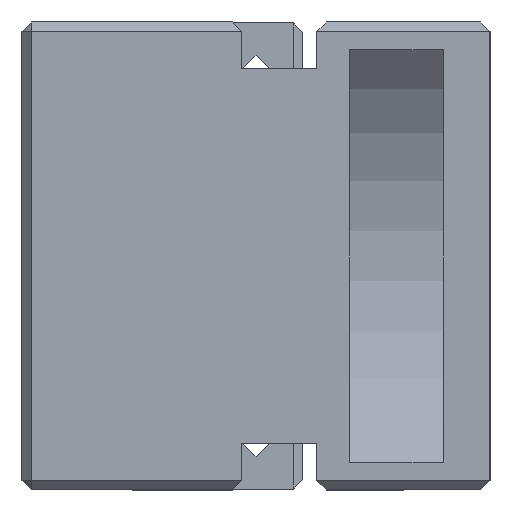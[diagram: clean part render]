
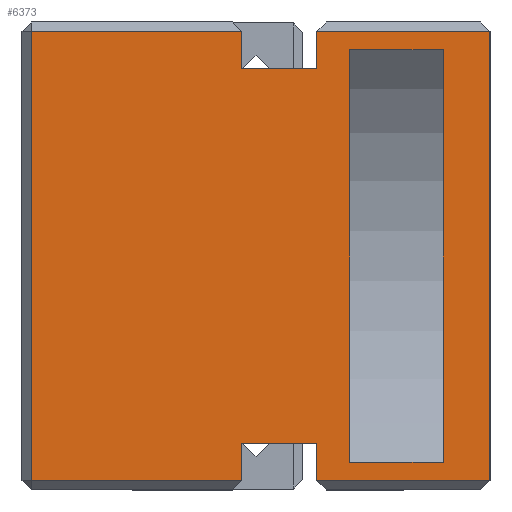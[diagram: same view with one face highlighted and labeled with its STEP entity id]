
A CAD part, left-side view. The second image highlights one B-rep face of the part: STEP entity #6373.
In plain terms, the highlighted planar face has unit normal (-1, 0, 0).
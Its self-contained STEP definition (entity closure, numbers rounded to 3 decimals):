
#632 = LINE ( 'NONE', #1493, #638 ) ;
#635 = LINE ( 'NONE', #1492, #640 ) ;
#637 = LINE ( 'NONE', #1497, #642 ) ;
#638 = VECTOR ( 'NONE', #1498, 1000. ) ;
#639 = LINE ( 'NONE', #1499, #646 ) ;
#640 = VECTOR ( 'NONE', #1500, 1000. ) ;
#641 = LINE ( 'NONE', #1503, #644 ) ;
#642 = VECTOR ( 'NONE', #1502, 1000. ) ;
#643 = LINE ( 'NONE', #1501, #648 ) ;
#644 = VECTOR ( 'NONE', #1505, 1000. ) ;
#645 = LINE ( 'NONE', #1504, #650 ) ;
#646 = VECTOR ( 'NONE', #1506, 1000. ) ;
#647 = LINE ( 'NONE', #1507, #652 ) ;
#648 = VECTOR ( 'NONE', #1508, 1000. ) ;
#649 = LINE ( 'NONE', #1509, #668 ) ;
#650 = VECTOR ( 'NONE', #1510, 1000. ) ;
#651 = LINE ( 'NONE', #1513, #654 ) ;
#652 = VECTOR ( 'NONE', #1512, 1000. ) ;
#653 = LINE ( 'NONE', #1515, #656 ) ;
#654 = VECTOR ( 'NONE', #1514, 1000. ) ;
#655 = LINE ( 'NONE', #1517, #658 ) ;
#656 = VECTOR ( 'NONE', #1516, 1000. ) ;
#657 = LINE ( 'NONE', #1519, #660 ) ;
#658 = VECTOR ( 'NONE', #1518, 1000. ) ;
#659 = LINE ( 'NONE', #1521, #662 ) ;
#660 = VECTOR ( 'NONE', #1520, 1000. ) ;
#661 = LINE ( 'NONE', #1523, #664 ) ;
#662 = VECTOR ( 'NONE', #1522, 1000. ) ;
#663 = LINE ( 'NONE', #1525, #666 ) ;
#664 = VECTOR ( 'NONE', #1524, 1000. ) ;
#666 = VECTOR ( 'NONE', #1527, 1000. ) ;
#668 = VECTOR ( 'NONE', #1528, 1000. ) ;
#1492 = CARTESIAN_POINT ( 'NONE',  ( 0., 15., 47.045 ) ) ;
#1493 = CARTESIAN_POINT ( 'NONE',  ( 0., 15., 47.045 ) ) ;
#1497 = CARTESIAN_POINT ( 'NONE',  ( 0., 5., 47.045 ) ) ;
#1498 = DIRECTION ( 'NONE',  ( 0., 0., -1. ) ) ;
#1499 = CARTESIAN_POINT ( 'NONE',  ( 0., 18.5, -4.206 ) ) ;
#1500 = DIRECTION ( 'NONE',  ( 0., -1., 0. ) ) ;
#1501 = CARTESIAN_POINT ( 'NONE',  ( 0., 0., 1. ) ) ;
#1502 = DIRECTION ( 'NONE',  ( 0., 0., -1. ) ) ;
#1503 = CARTESIAN_POINT ( 'NONE',  ( 0., 15., 2.955 ) ) ;
#1504 = CARTESIAN_POINT ( 'NONE',  ( 0., 0., 50. ) ) ;
#1505 = DIRECTION ( 'NONE',  ( 0., -1., 0. ) ) ;
#1506 = DIRECTION ( 'NONE',  ( 0., 0., 1. ) ) ;
#1507 = CARTESIAN_POINT ( 'NONE',  ( 0., 0., 49. ) ) ;
#1508 = DIRECTION ( 'NONE',  ( 0., -1., 0. ) ) ;
#1509 = CARTESIAN_POINT ( 'NONE',  ( 0., 26.5, 5. ) ) ;
#1510 = DIRECTION ( 'NONE',  ( 0., 0., -1. ) ) ;
#1512 = DIRECTION ( 'NONE',  ( 0., 1., 0. ) ) ;
#1513 = CARTESIAN_POINT ( 'NONE',  ( 0., 18.5, 54.206 ) ) ;
#1514 = DIRECTION ( 'NONE',  ( 0., 0., -1. ) ) ;
#1515 = CARTESIAN_POINT ( 'NONE',  ( 0., 26.5, 45. ) ) ;
#1516 = DIRECTION ( 'NONE',  ( 0., 1., 0. ) ) ;
#1517 = CARTESIAN_POINT ( 'NONE',  ( 0., 26.5, 54.206 ) ) ;
#1518 = DIRECTION ( 'NONE',  ( 0., 0., 1. ) ) ;
#1519 = CARTESIAN_POINT ( 'NONE',  ( 0., 0., 49. ) ) ;
#1520 = DIRECTION ( 'NONE',  ( 0., 1., 0. ) ) ;
#1521 = CARTESIAN_POINT ( 'NONE',  ( 0., 49., 50. ) ) ;
#1522 = DIRECTION ( 'NONE',  ( 0., 0., -1. ) ) ;
#1523 = CARTESIAN_POINT ( 'NONE',  ( 0., 0., 1. ) ) ;
#1524 = DIRECTION ( 'NONE',  ( 0., -1., 0. ) ) ;
#1525 = CARTESIAN_POINT ( 'NONE',  ( 0., 26.5, -4.206 ) ) ;
#1527 = DIRECTION ( 'NONE',  ( 0., 0., -1. ) ) ;
#1528 = DIRECTION ( 'NONE',  ( 0., 1., 0. ) ) ;
#2043 = FACE_BOUND ( 'NONE', #7240, .T. ) ;
#2048 = FACE_OUTER_BOUND ( 'NONE', #7224, .T. ) ;
#2875 = CARTESIAN_POINT ( 'NONE',  ( 0., 0., 50. ) ) ;
#2878 = PLANE ( 'NONE',  #6862 ) ;
#2880 = DIRECTION ( 'NONE',  ( 1., 0., 0. ) ) ;
#2881 = DIRECTION ( 'NONE',  ( 0., 0., -1. ) ) ;
#3946 = CARTESIAN_POINT ( 'NONE',  ( 0., 26.5, 49. ) ) ;
#3949 = CARTESIAN_POINT ( 'NONE',  ( 0., 18.5, 49. ) ) ;
#3950 = CARTESIAN_POINT ( 'NONE',  ( 0., 26.5, 5. ) ) ;
#3951 = CARTESIAN_POINT ( 'NONE',  ( 0., 18.5, 45. ) ) ;
#3952 = CARTESIAN_POINT ( 'NONE',  ( 0., 26.5, 45. ) ) ;
#3953 = CARTESIAN_POINT ( 'NONE',  ( 0., 5., 2.955 ) ) ;
#3954 = CARTESIAN_POINT ( 'NONE',  ( 0., 18.5, 5. ) ) ;
#3955 = CARTESIAN_POINT ( 'NONE',  ( 0., 0., 49. ) ) ;
#3956 = CARTESIAN_POINT ( 'NONE',  ( 0., 0., 1. ) ) ;
#3957 = CARTESIAN_POINT ( 'NONE',  ( 0., 5., 47.045 ) ) ;
#3958 = CARTESIAN_POINT ( 'NONE',  ( 0., 15., 2.955 ) ) ;
#3963 = CARTESIAN_POINT ( 'NONE',  ( 0., 15., 47.045 ) ) ;
#3964 = CARTESIAN_POINT ( 'NONE',  ( 0., 18.5, 1. ) ) ;
#4942 = CARTESIAN_POINT ( 'NONE',  ( 0., 26.5, 1. ) ) ;
#4953 = CARTESIAN_POINT ( 'NONE',  ( 0., 49., 49. ) ) ;
#4961 = CARTESIAN_POINT ( 'NONE',  ( 0., 49., 1. ) ) ;
#5151 = VERTEX_POINT ( 'NONE', #4942 ) ;
#5162 = VERTEX_POINT ( 'NONE', #4953 ) ;
#5170 = VERTEX_POINT ( 'NONE', #4961 ) ;
#5483 = EDGE_CURVE ( 'NONE', #8197, #8192, #632, .T. ) ;
#5484 = EDGE_CURVE ( 'NONE', #8197, #8191, #635, .T. ) ;
#5485 = EDGE_CURVE ( 'NONE', #8191, #8187, #637, .T. ) ;
#5486 = EDGE_CURVE ( 'NONE', #8192, #8187, #641, .T. ) ;
#5487 = EDGE_CURVE ( 'NONE', #8198, #8188, #639, .T. ) ;
#5488 = EDGE_CURVE ( 'NONE', #8198, #8190, #643, .T. ) ;
#5489 = EDGE_CURVE ( 'NONE', #8189, #8190, #645, .T. ) ;
#5490 = EDGE_CURVE ( 'NONE', #8189, #8183, #647, .T. ) ;
#5491 = EDGE_CURVE ( 'NONE', #8183, #8185, #651, .T. ) ;
#5492 = EDGE_CURVE ( 'NONE', #8185, #8186, #653, .T. ) ;
#5493 = EDGE_CURVE ( 'NONE', #8186, #8180, #655, .T. ) ;
#5494 = EDGE_CURVE ( 'NONE', #8180, #5162, #657, .T. ) ;
#5495 = EDGE_CURVE ( 'NONE', #5162, #5170, #659, .T. ) ;
#5496 = EDGE_CURVE ( 'NONE', #5170, #5151, #661, .T. ) ;
#5497 = EDGE_CURVE ( 'NONE', #8184, #5151, #663, .T. ) ;
#5498 = EDGE_CURVE ( 'NONE', #8188, #8184, #649, .T. ) ;
#6373 = ADVANCED_FACE ( 'NONE', ( #2043, #2048 ), #2878, .F. ) ;
#6862 = AXIS2_PLACEMENT_3D ( 'NONE', #2875, #2880, #2881 ) ;
#6993 = ORIENTED_EDGE ( 'NONE', *, *, #5483, .F. ) ;
#6994 = ORIENTED_EDGE ( 'NONE', *, *, #5484, .T. ) ;
#6995 = ORIENTED_EDGE ( 'NONE', *, *, #5485, .T. ) ;
#6996 = ORIENTED_EDGE ( 'NONE', *, *, #5486, .F. ) ;
#6997 = ORIENTED_EDGE ( 'NONE', *, *, #5487, .F. ) ;
#6998 = ORIENTED_EDGE ( 'NONE', *, *, #5488, .T. ) ;
#6999 = ORIENTED_EDGE ( 'NONE', *, *, #5489, .F. ) ;
#7000 = ORIENTED_EDGE ( 'NONE', *, *, #5490, .T. ) ;
#7001 = ORIENTED_EDGE ( 'NONE', *, *, #5491, .T. ) ;
#7002 = ORIENTED_EDGE ( 'NONE', *, *, #5492, .T. ) ;
#7003 = ORIENTED_EDGE ( 'NONE', *, *, #5493, .T. ) ;
#7004 = ORIENTED_EDGE ( 'NONE', *, *, #5494, .T. ) ;
#7005 = ORIENTED_EDGE ( 'NONE', *, *, #5495, .T. ) ;
#7006 = ORIENTED_EDGE ( 'NONE', *, *, #5496, .T. ) ;
#7007 = ORIENTED_EDGE ( 'NONE', *, *, #5497, .F. ) ;
#7008 = ORIENTED_EDGE ( 'NONE', *, *, #5498, .F. ) ;
#7224 = EDGE_LOOP ( 'NONE', ( #6997, #6998, #6999, #7000, #7001, #7002, #7003, #7004, #7005, #7006, #7007, #7008 ) ) ;
#7240 = EDGE_LOOP ( 'NONE', ( #6993, #6994, #6995, #6996 ) ) ;
#8180 = VERTEX_POINT ( 'NONE', #3946 ) ;
#8183 = VERTEX_POINT ( 'NONE', #3949 ) ;
#8184 = VERTEX_POINT ( 'NONE', #3950 ) ;
#8185 = VERTEX_POINT ( 'NONE', #3951 ) ;
#8186 = VERTEX_POINT ( 'NONE', #3952 ) ;
#8187 = VERTEX_POINT ( 'NONE', #3953 ) ;
#8188 = VERTEX_POINT ( 'NONE', #3954 ) ;
#8189 = VERTEX_POINT ( 'NONE', #3955 ) ;
#8190 = VERTEX_POINT ( 'NONE', #3956 ) ;
#8191 = VERTEX_POINT ( 'NONE', #3957 ) ;
#8192 = VERTEX_POINT ( 'NONE', #3958 ) ;
#8197 = VERTEX_POINT ( 'NONE', #3963 ) ;
#8198 = VERTEX_POINT ( 'NONE', #3964 ) ;
